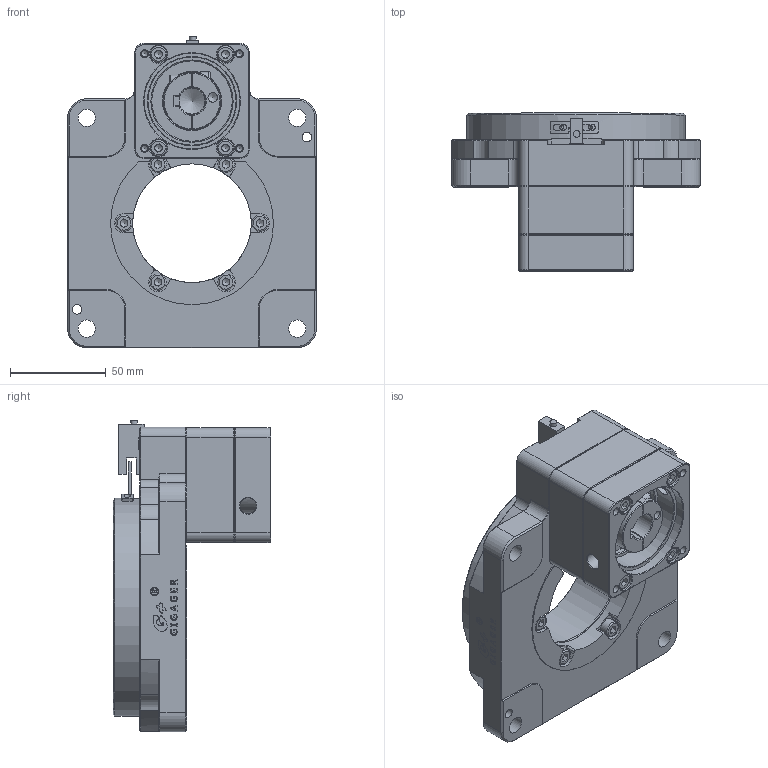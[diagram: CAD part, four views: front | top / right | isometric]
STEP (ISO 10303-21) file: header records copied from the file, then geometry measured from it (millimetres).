
FILE_DESCRIPTION (( 'STEP AP203' ), '1' );
FILE_NAME ('GSN130-10K-SV2-010W.step', '2021-06-01T02:20:32', ( 'Microsoft' ), ( 'Microsoft' ), 'SwSTEP 2.0', 'SolidWorks 2019', '' );
FILE_SCHEMA (( 'CONFIG_CONTROL_DESIGN' ));
Length unit declared in the file: millimetre
Products named in the file (1): GSN130-10K-SV2-010W
Bounding box: 130 x 82.5 x 162.65 mm (x, y, z)
Volume: 483003.3 mm3; surface area: 148301.8 mm2
Topology: 19 solids, 19 shells, 976 faces, 2411 edges, 1527 vertices
Faces by surface type: plane 451, cylinder 237, cone 151, bspline 107, torus 30
Full cylindrical faces by diameter (mm): 1.5 x1, 2.05 x2, 2.5 x2, 3.3 x8, 3.5 x1, 3.752 x1, 4.2 x19, 4.369 x1, 5 x18, 5.5 x11, 6.5 x4, 8.5 x13, 9 x8, 10 x4, 14.145 x1, 18 x1, 19.6 x1, 30 x3, 35 x1, 42 x1, 45 x2, 46 x1, 50 x2, 62 x2, 70 x1, 80 x2, 84 x1, 85 x1, 90 x1, 114 x2
Entity records: 30304 total; most frequent: CARTESIAN_POINT 8880, DIRECTION 4228, ORIENTED_EDGE 4176, EDGE_CURVE 2088, AXIS2_PLACEMENT_3D 1572, VERTEX_POINT 1448, EDGE_LOOP 1350, FACE_OUTER_BOUND 1114
